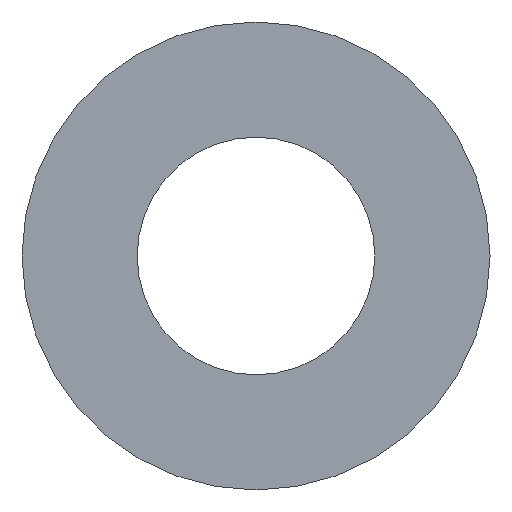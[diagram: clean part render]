
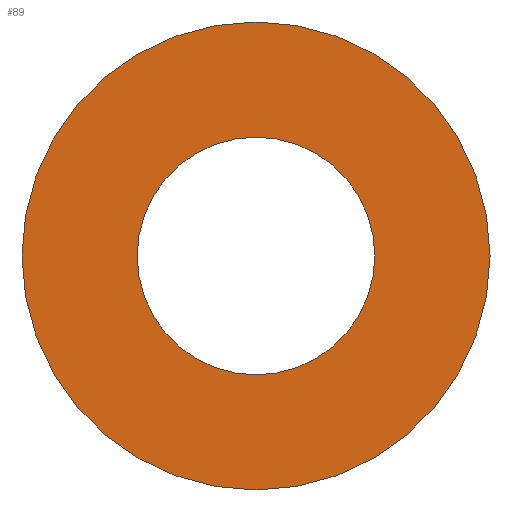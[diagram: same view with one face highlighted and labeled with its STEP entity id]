
A CAD part, front view. The second image highlights one B-rep face of the part: STEP entity #89.
In plain terms, the highlighted planar face has unit normal (0, -1, 0).
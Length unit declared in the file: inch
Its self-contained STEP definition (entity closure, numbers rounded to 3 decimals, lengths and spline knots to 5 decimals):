
#17=FACE_BOUND('',#35,.T.);
#20=PLANE('',#115);
#26=FACE_OUTER_BOUND('',#34,.T.);
#34=EDGE_LOOP('',(#79));
#35=EDGE_LOOP('',(#80));
#43=CIRCLE('',#106,0.625);
#45=CIRCLE('',#109,0.3175);
#49=VERTEX_POINT('',#149);
#51=VERTEX_POINT('',#155);
#56=EDGE_CURVE('',#49,#49,#43,.T.);
#59=EDGE_CURVE('',#51,#51,#45,.T.);
#79=ORIENTED_EDGE('',*,*,#56,.T.);
#80=ORIENTED_EDGE('',*,*,#59,.T.);
#89=ADVANCED_FACE('',(#26,#17),#20,.F.);
#106=AXIS2_PLACEMENT_3D('',#151,#123,#124);
#109=AXIS2_PLACEMENT_3D('',#157,#130,#131);
#115=AXIS2_PLACEMENT_3D('',#166,#143,#144);
#123=DIRECTION('center_axis',(0.,-1.,0.));
#124=DIRECTION('ref_axis',(1.,0.,0.));
#130=DIRECTION('center_axis',(0.,1.,0.));
#131=DIRECTION('ref_axis',(-1.,0.,0.));
#143=DIRECTION('center_axis',(0.,1.,0.));
#144=DIRECTION('ref_axis',(1.,0.,0.));
#149=CARTESIAN_POINT('',(-1.125,0.,-0.5));
#151=CARTESIAN_POINT('Origin',(-0.5,0.,-0.5));
#155=CARTESIAN_POINT('',(-0.1825,0.,-0.5));
#157=CARTESIAN_POINT('Origin',(-0.5,0.,-0.5));
#166=CARTESIAN_POINT('Origin',(-0.5,0.,-0.5));
